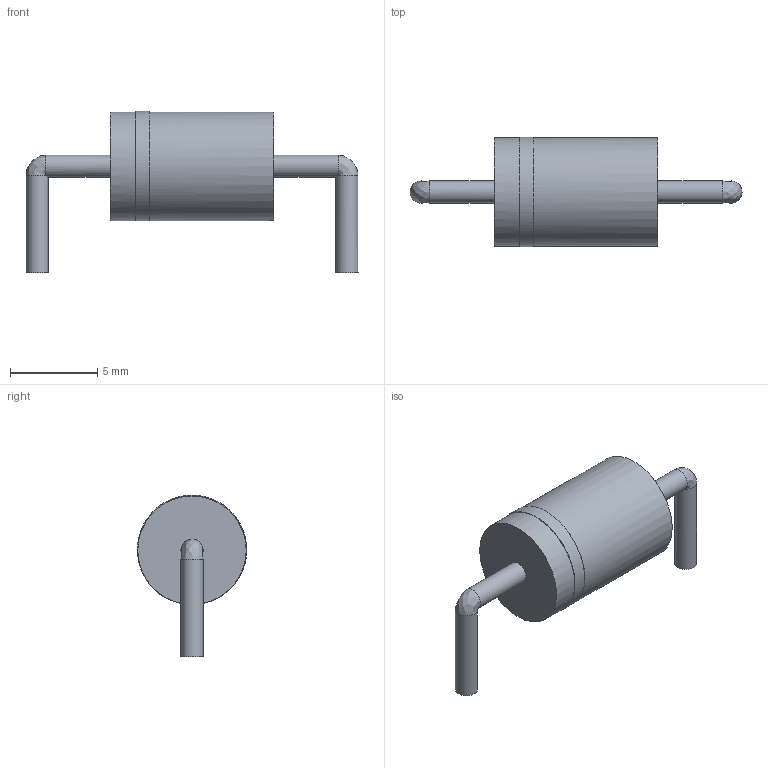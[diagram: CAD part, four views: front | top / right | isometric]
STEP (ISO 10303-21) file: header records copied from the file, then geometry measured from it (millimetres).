
FILE_DESCRIPTION(('Open CASCADE Model'),'2;1');
FILE_NAME('Open CASCADE Shape Model','2023-09-10T11:30:15',('Author'),('Open CASCADE'),'Open CASCADE STEP processor 7.7','Open CASCADE 7.7','Unknown');
FILE_SCHEMA(('AUTOMOTIVE_DESIGN { 1 0 10303 214 1 1 1 1 }'));
Length unit declared in the file: millimetre
Products named in the file (1): Horizontal, 17.78 mm
Bounding box: 19.05 x 6.27 x 9.27 mm (x, y, z)
Volume: 311.9 mm3; surface area: 326.7 mm2
Topology: 1 solids, 1 shells, 16 faces, 28 edges, 16 vertices
Faces by surface type: cylinder 8, plane 6, bspline 2
Full cylindrical faces by diameter (mm): 1.27 x4, 6.225 x2
Entity records: 383 total; most frequent: CARTESIAN_POINT 117, ORIENTED_EDGE 49, EDGE_CURVE 28, FACE_BOUND 20, EDGE_LOOP 20, AXIS2_PLACEMENT_3D 17, ADVANCED_FACE 16, VERTEX_POINT 16
